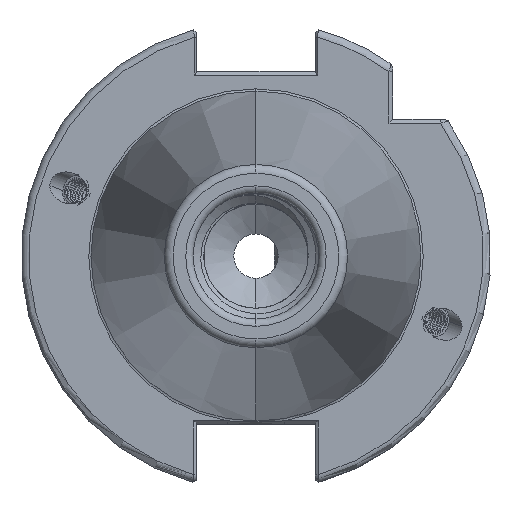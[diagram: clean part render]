
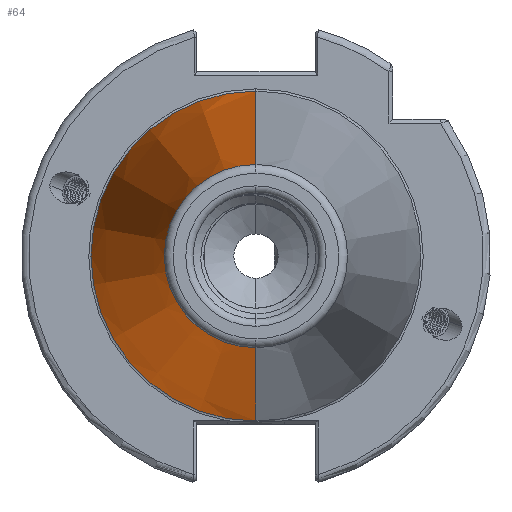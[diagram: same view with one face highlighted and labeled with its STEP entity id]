
A CAD part, left-side view. The second image highlights one B-rep face of the part: STEP entity #64.
In plain terms, the highlighted conical face has half-angle 8.297 degrees and reference radius 22.692 mm.
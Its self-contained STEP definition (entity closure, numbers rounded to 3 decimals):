
#64 = ADVANCED_FACE ( 'NONE', ( #4446 ), #4469, .T. ) ;
#348 = EDGE_CURVE ( 'NONE', #6652, #6670, #1038, .T. ) ;
#375 = EDGE_CURVE ( 'NONE', #6670, #6653, #1094, .T. ) ;
#391 = EDGE_CURVE ( 'NONE', #6110, #6653, #1088, .T. ) ;
#418 = EDGE_CURVE ( 'NONE', #6652, #6110, #1175, .T. ) ;
#1038 = CIRCLE ( 'NONE', #4644, 12.4 ) ;
#1088 = CIRCLE ( 'NONE', #4681, 22.327 ) ;
#1094 = LINE ( 'NONE', #16772, #1123 ) ;
#1123 = VECTOR ( 'NONE', #16786, 1000. ) ;
#1171 = VECTOR ( 'NONE', #16996, 1000. ) ;
#1175 = LINE ( 'NONE', #16997, #1171 ) ;
#1558 = AXIS2_PLACEMENT_3D ( 'NONE', #13960, #13954, #13945 ) ;
#4446 = FACE_OUTER_BOUND ( 'NONE', #20208, .T. ) ;
#4469 = CONICAL_SURFACE ( 'NONE', #1558, 22.692, 0.145 ) ;
#4644 = AXIS2_PLACEMENT_3D ( 'NONE', #16689, #16674, #16670 ) ;
#4681 = AXIS2_PLACEMENT_3D ( 'NONE', #16819, #16821, #16831 ) ;
#6110 = VERTEX_POINT ( 'NONE', #11955 ) ;
#6652 = VERTEX_POINT ( 'NONE', #8933 ) ;
#6653 = VERTEX_POINT ( 'NONE', #8891 ) ;
#6670 = VERTEX_POINT ( 'NONE', #9010 ) ;
#8891 = CARTESIAN_POINT ( 'NONE',  ( -2.5, 0., 22.327 ) ) ;
#8933 = CARTESIAN_POINT ( 'NONE',  ( -70.573, 0., -12.4 ) ) ;
#9010 = CARTESIAN_POINT ( 'NONE',  ( -70.573, 0., 12.4 ) ) ;
#11955 = CARTESIAN_POINT ( 'NONE',  ( -2.5, 0., -22.327 ) ) ;
#13945 = DIRECTION ( 'NONE',  ( 0., 0., -1. ) ) ;
#13954 = DIRECTION ( 'NONE',  ( 1., 0., 0. ) ) ;
#13960 = CARTESIAN_POINT ( 'NONE',  ( 0., 0., 0. ) ) ;
#16670 = DIRECTION ( 'NONE',  ( 0., 0., 1. ) ) ;
#16674 = DIRECTION ( 'NONE',  ( 1., 0., 0. ) ) ;
#16689 = CARTESIAN_POINT ( 'NONE',  ( -70.573, 0., 0. ) ) ;
#16772 = CARTESIAN_POINT ( 'NONE',  ( 0., 0., 22.692 ) ) ;
#16786 = DIRECTION ( 'NONE',  ( 0.99, 0., 0.144 ) ) ;
#16819 = CARTESIAN_POINT ( 'NONE',  ( -2.5, 0., 0. ) ) ;
#16821 = DIRECTION ( 'NONE',  ( 1., 0., 0. ) ) ;
#16831 = DIRECTION ( 'NONE',  ( 0., 0., -1. ) ) ;
#16996 = DIRECTION ( 'NONE',  ( 0.99, 0., -0.144 ) ) ;
#16997 = CARTESIAN_POINT ( 'NONE',  ( 0., 0., -22.692 ) ) ;
#20208 = EDGE_LOOP ( 'NONE', ( #23038, #23123, #23117, #23025 ) ) ;
#23025 = ORIENTED_EDGE ( 'NONE', *, *, #418, .F. ) ;
#23038 = ORIENTED_EDGE ( 'NONE', *, *, #348, .T. ) ;
#23117 = ORIENTED_EDGE ( 'NONE', *, *, #391, .F. ) ;
#23123 = ORIENTED_EDGE ( 'NONE', *, *, #375, .T. ) ;
